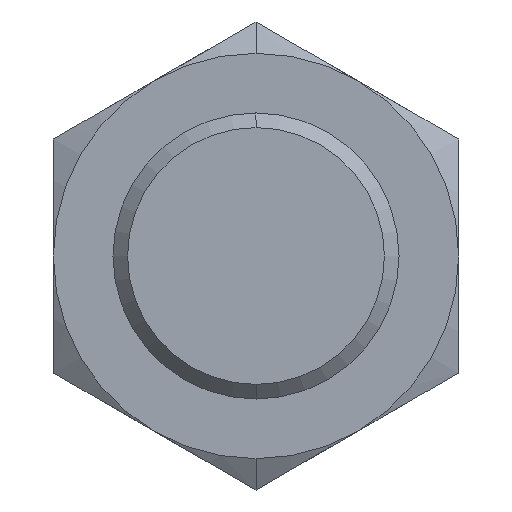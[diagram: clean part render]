
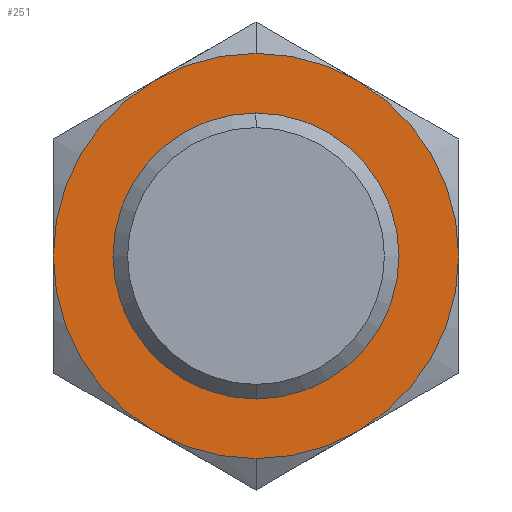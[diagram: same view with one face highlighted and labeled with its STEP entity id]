
A CAD part, left-side view. The second image highlights one B-rep face of the part: STEP entity #251.
In plain terms, the highlighted planar face has unit normal (-1, 0, 0).
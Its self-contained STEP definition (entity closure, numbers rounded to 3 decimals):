
#123=CARTESIAN_POINT('POINT9',(13.6,0.,-6.
   ));
#124=VERTEX_POINT('VERTEX9',#123);
#132=CARTESIAN_POINT('POINT10',(13.6,0.,
   6.));
#133=VERTEX_POINT('VERTEX10',#132);
#140=CARTESIAN_POINT('POS15',(13.6,0.,0.));
#141=DIRECTION('DIR23',(1.,0.,0.));
#142=DIRECTION('DIR24',(0.,0.,-1.));
#143=AXIS2_PLACEMENT_3D('AXIS9',#140,#141,#142);
#144=CIRCLE('ELLIPSE5',#143,6.);
#145=EDGE_CURVE('EDGE15',#124,#133,#144,.T.);
#156=EDGE_CURVE('EDGE16',#133,#124,#144,.T.);
#203=ORIENTED_EDGE('COEDGE37',*,*,#156,.T.);
#204=ORIENTED_EDGE('COEDGE38',*,*,#145,.T.);
#205=EDGE_LOOP('NONE',(#203,#204));
#206=FACE_BOUND('LOOP1',#205,.T.);
#207=CARTESIAN_POINT('POINT13',(13.6,8.5,
   0.));
#208=VERTEX_POINT('VERTEX13',#207);
#209=CARTESIAN_POINT('POINT14',(13.6,4.25,
   -7.361));
#210=VERTEX_POINT('VERTEX14',#209);
#211=CARTESIAN_POINT('POS21',(13.6,0.,0.))
   ;
#212=DIRECTION('DIR33',(-1.,0.,0.));
#213=DIRECTION('DIR34',(0.,0.,-1.));
#214=AXIS2_PLACEMENT_3D('AXIS13',#211,#212,#213);
#215=CIRCLE('ELLIPSE7',#214,8.5);
#216=EDGE_CURVE('EDGE21',#208,#210,#215,.T.);
#217=ORIENTED_EDGE('COEDGE39',*,*,#216,.T.);
#218=CARTESIAN_POINT('POINT15',(13.6,0.,
   -8.5));
#219=VERTEX_POINT('VERTEX15',#218);
#220=EDGE_CURVE('EDGE22',#210,#219,#215,.T.);
#221=ORIENTED_EDGE('COEDGE40',*,*,#220,.T.);
#222=CARTESIAN_POINT('POINT16',(13.6,-4.25,
   -7.361));
#223=VERTEX_POINT('VERTEX16',#222);
#224=EDGE_CURVE('EDGE23',#219,#223,#215,.T.);
#225=ORIENTED_EDGE('COEDGE41',*,*,#224,.T.);
#226=CARTESIAN_POINT('POINT17',(13.6,-8.5,
   0.));
#227=VERTEX_POINT('VERTEX17',#226);
#228=EDGE_CURVE('EDGE24',#223,#227,#215,.T.);
#229=ORIENTED_EDGE('COEDGE42',*,*,#228,.T.);
#230=CARTESIAN_POINT('POINT18',(13.6,-4.25,
   7.361));
#231=VERTEX_POINT('VERTEX18',#230);
#232=EDGE_CURVE('EDGE25',#227,#231,#215,.T.);
#233=ORIENTED_EDGE('COEDGE43',*,*,#232,.T.);
#234=CARTESIAN_POINT('POINT19',(13.6,0.,
   8.5));
#235=VERTEX_POINT('VERTEX19',#234);
#236=EDGE_CURVE('EDGE26',#231,#235,#215,.T.);
#237=ORIENTED_EDGE('COEDGE44',*,*,#236,.T.);
#238=CARTESIAN_POINT('POINT20',(13.6,4.25,
   7.361));
#239=VERTEX_POINT('VERTEX20',#238);
#240=EDGE_CURVE('EDGE27',#235,#239,#215,.T.);
#241=ORIENTED_EDGE('COEDGE45',*,*,#240,.T.);
#242=EDGE_CURVE('EDGE28',#239,#208,#215,.T.);
#243=ORIENTED_EDGE('COEDGE46',*,*,#242,.T.);
#244=EDGE_LOOP('NONE',(#217,#221,#225,#229,#233,#237,#241,#243));
#245=FACE_BOUND('LOOP1',#244,.T.);
#246=CARTESIAN_POINT('POS22',(13.6,0.,
   4.907));
#247=DIRECTION('DIR35',(-1.,0.,0.));
#248=DIRECTION('DIR36',(0.,1.,0.));
#249=AXIS2_PLACEMENT_3D('AXIS14',#246,#247,#248);
#250=PLANE('PLANE3',#249);
#251=ADVANCED_FACE('FACE11',(#206,#245),#250,.T.);
